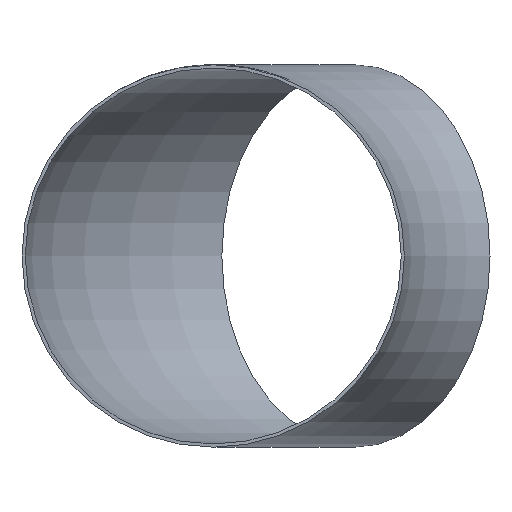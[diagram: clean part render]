
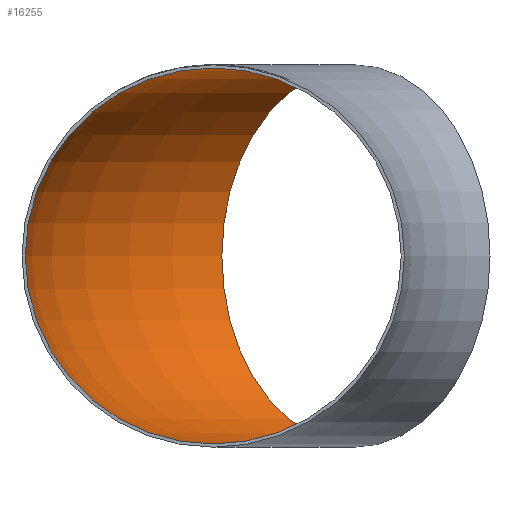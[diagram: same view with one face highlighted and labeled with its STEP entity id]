
A CAD part, front view. The second image highlights one B-rep face of the part: STEP entity #16255.
In plain terms, the highlighted toroidal (fillet/blend) face has major radius 450 mm and minor radius 175 mm.
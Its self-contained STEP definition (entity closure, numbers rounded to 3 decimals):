
#3462 = EDGE_CURVE ( 'NONE', #3993, #3993, #16267, .T. ) ;
#3677 = DIRECTION ( 'NONE',  ( 0., 1., 0. ) ) ;
#3993 = VERTEX_POINT ( 'NONE', #17077 ) ;
#5855 = DIRECTION ( 'NONE',  ( 0., 0., -1. ) ) ;
#6487 = DIRECTION ( 'NONE',  ( -0.707, 0.707, 0. ) ) ;
#6663 = CARTESIAN_POINT ( 'NONE',  ( -318.198, 318.198, 0. ) ) ;
#10344 = ORIENTED_EDGE ( 'NONE', *, *, #28802, .T. ) ;
#10670 = ORIENTED_EDGE ( 'NONE', *, *, #3462, .F. ) ;
#11531 = DIRECTION ( 'NONE',  ( 0.707, 0.707, 0. ) ) ;
#12003 = VERTEX_POINT ( 'NONE', #25249 ) ;
#13617 = DIRECTION ( 'NONE',  ( 0., 0., 1. ) ) ;
#13969 = CARTESIAN_POINT ( 'NONE',  ( -450., 0., 0. ) ) ;
#16202 = CIRCLE ( 'NONE', #34006, 175. ) ;
#16255 = ADVANCED_FACE ( 'NONE', ( #27288, #19641 ), #23098, .F. ) ;
#16267 = CIRCLE ( 'NONE', #22174, 175. ) ;
#17014 = DIRECTION ( 'NONE',  ( -1., 0., 0. ) ) ;
#17077 = CARTESIAN_POINT ( 'NONE',  ( -450., 0., 175. ) ) ;
#19127 = CARTESIAN_POINT ( 'NONE',  ( 0., 0., 0. ) ) ;
#19641 = FACE_OUTER_BOUND ( 'NONE', #29638, .T. ) ;
#22051 = EDGE_LOOP ( 'NONE', ( #10344 ) ) ;
#22174 = AXIS2_PLACEMENT_3D ( 'NONE', #13969, #3677, #13617 ) ;
#23098 = TOROIDAL_SURFACE ( 'NONE', #27532, 450., 175. ) ;
#25249 = CARTESIAN_POINT ( 'NONE',  ( -441.942, 441.942, 0. ) ) ;
#27288 = FACE_OUTER_BOUND ( 'NONE', #22051, .T. ) ;
#27532 = AXIS2_PLACEMENT_3D ( 'NONE', #19127, #5855, #17014 ) ;
#28802 = EDGE_CURVE ( 'NONE', #12003, #12003, #16202, .T. ) ;
#29638 = EDGE_LOOP ( 'NONE', ( #10670 ) ) ;
#34006 = AXIS2_PLACEMENT_3D ( 'NONE', #6663, #11531, #6487 ) ;
